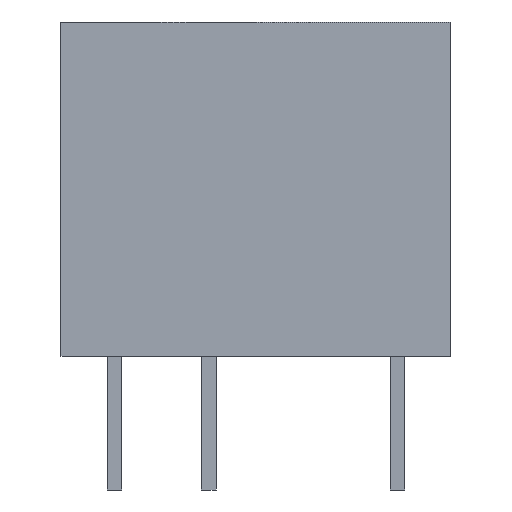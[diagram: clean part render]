
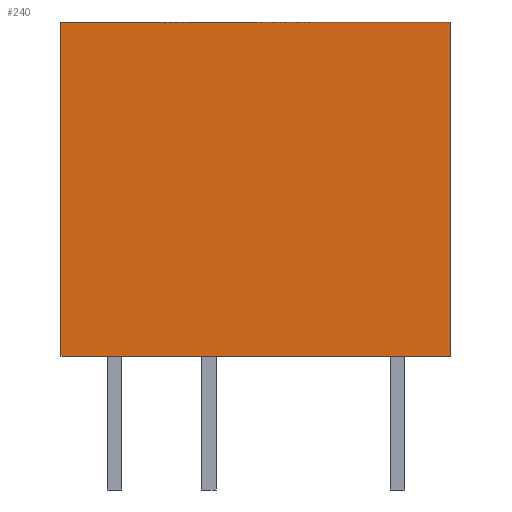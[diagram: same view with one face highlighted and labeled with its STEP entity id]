
A CAD part, front view. The second image highlights one B-rep face of the part: STEP entity #240.
In plain terms, the highlighted planar face has unit normal (0, -1, 0).
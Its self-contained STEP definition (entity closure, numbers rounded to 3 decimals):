
#110=CARTESIAN_POINT('',(6.52,-3.35,0.0));
#111=VERTEX_POINT('',#110);
#120=CARTESIAN_POINT('',(-3.98,-3.35,0.0));
#121=VERTEX_POINT('',#120);
#122=CARTESIAN_POINT('',(-3.98,-3.35,0.0));
#123=DIRECTION('',(1.0,0.0,0.0));
#124=VECTOR('',#123,10.5);
#125=LINE('',#122,#124);
#126=EDGE_CURVE('',#121,#111,#125,.T.);
#150=CARTESIAN_POINT('',(-3.98,-3.35,9.0));
#151=VERTEX_POINT('',#150);
#167=CARTESIAN_POINT('',(-3.98,-3.35,0.0));
#168=DIRECTION('',(0.0,0.0,1.0));
#169=VECTOR('',#168,9.0);
#170=LINE('',#167,#169);
#171=EDGE_CURVE('',#121,#151,#170,.T.);
#205=CARTESIAN_POINT('',(6.52,-3.35,9.0));
#206=VERTEX_POINT('',#205);
#213=CARTESIAN_POINT('',(6.52,-3.35,0.0));
#214=DIRECTION('',(0.0,0.0,1.0));
#215=VECTOR('',#214,9.0);
#216=LINE('',#213,#215);
#217=EDGE_CURVE('',#111,#206,#216,.T.);
#224=CARTESIAN_POINT('',(6.52,-3.35,0.0));
#225=DIRECTION('',(0.0,-1.0,0.0));
#226=DIRECTION('',(0.0,0.0,-1.0));
#227=AXIS2_PLACEMENT_3D('',#224,#225,#226);
#228=PLANE('',#227);
#229=CARTESIAN_POINT('',(-3.98,-3.35,9.0));
#230=DIRECTION('',(1.0,0.0,0.0));
#231=VECTOR('',#230,10.5);
#232=LINE('',#229,#231);
#233=EDGE_CURVE('',#206,#151,#232,.F.);
#234=ORIENTED_EDGE('',*,*,#233,.T.);
#235=ORIENTED_EDGE('',*,*,#171,.F.);
#236=ORIENTED_EDGE('',*,*,#126,.T.);
#237=ORIENTED_EDGE('',*,*,#217,.T.);
#238=EDGE_LOOP('',(#234,#235,#236,#237));
#239=FACE_OUTER_BOUND('',#238,.T.);
#240=ADVANCED_FACE('',(#239),#228,.T.);
